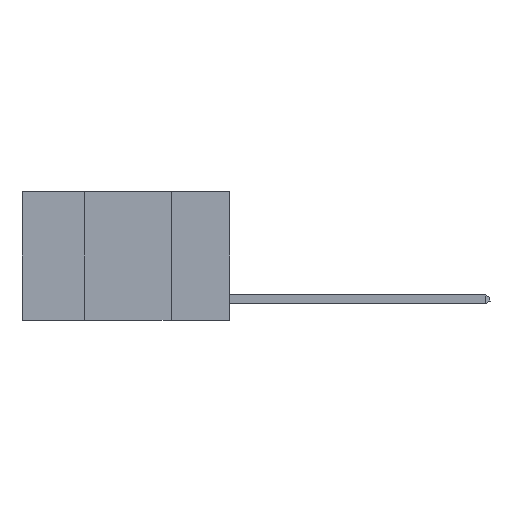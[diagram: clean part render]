
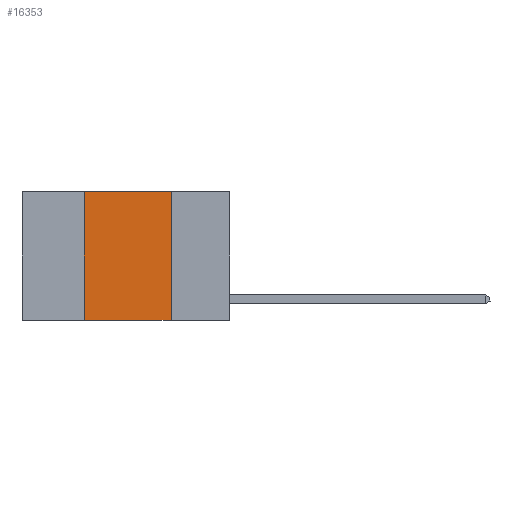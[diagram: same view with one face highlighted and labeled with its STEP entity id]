
A CAD part, left-side view. The second image highlights one B-rep face of the part: STEP entity #16353.
In plain terms, the highlighted planar face has unit normal (-1, 0, 0).
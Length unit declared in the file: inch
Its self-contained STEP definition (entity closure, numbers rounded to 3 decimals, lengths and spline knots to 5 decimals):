
#1334 = EDGE_CURVE ( 'NONE', #8240, #11815, #21020, .T. ) ;
#3412 = EDGE_CURVE ( 'NONE', #8240, #8770, #7038, .T. ) ;
#5677 = DIRECTION ( 'NONE',  ( 0., -1., 0. ) ) ;
#6461 = ORIENTED_EDGE ( 'NONE', *, *, #1334, .F. ) ;
#7038 = LINE ( 'NONE', #9108, #26058 ) ;
#7594 = LINE ( 'NONE', #18345, #8292 ) ;
#8240 = VERTEX_POINT ( 'NONE', #15205 ) ;
#8280 = CARTESIAN_POINT ( 'NONE',  ( 0., 0.42, 0. ) ) ;
#8292 = VECTOR ( 'NONE', #5677, 39.37008 ) ;
#8770 = VERTEX_POINT ( 'NONE', #15274 ) ;
#9108 = CARTESIAN_POINT ( 'NONE',  ( 0., 0.6, -0.37 ) ) ;
#10906 = DIRECTION ( 'NONE',  ( 0., 0., -1. ) ) ;
#11403 = DIRECTION ( 'NONE',  ( 1., 0., 0. ) ) ;
#11815 = VERTEX_POINT ( 'NONE', #8280 ) ;
#11861 = EDGE_CURVE ( 'NONE', #18628, #8770, #20667, .T. ) ;
#12395 = CARTESIAN_POINT ( 'NONE',  ( 0., 0.17, 0. ) ) ;
#12673 = FACE_OUTER_BOUND ( 'NONE', #13140, .T. ) ;
#13140 = EDGE_LOOP ( 'NONE', ( #24268, #25647, #6461, #27123 ) ) ;
#13538 = CARTESIAN_POINT ( 'NONE',  ( 0., 0.6, 0. ) ) ;
#14774 = VECTOR ( 'NONE', #26322, 39.37008 ) ;
#15205 = CARTESIAN_POINT ( 'NONE',  ( 0., 0.42, -0.37 ) ) ;
#15274 = CARTESIAN_POINT ( 'NONE',  ( 0., 0.17, -0.37 ) ) ;
#15493 = CARTESIAN_POINT ( 'NONE',  ( 0., 0.42, 0. ) ) ;
#15848 = AXIS2_PLACEMENT_3D ( 'NONE', #13538, #11403, #17960 ) ;
#16353 = ADVANCED_FACE ( 'NONE', ( #12673 ), #18160, .F. ) ;
#17960 = DIRECTION ( 'NONE',  ( 0., 0., -1. ) ) ;
#18160 = PLANE ( 'NONE',  #15848 ) ;
#18345 = CARTESIAN_POINT ( 'NONE',  ( 0., 0.6, 0. ) ) ;
#18628 = VERTEX_POINT ( 'NONE', #12395 ) ;
#20667 = LINE ( 'NONE', #26250, #22068 ) ;
#21020 = LINE ( 'NONE', #15493, #14774 ) ;
#22068 = VECTOR ( 'NONE', #10906, 39.37008 ) ;
#23579 = EDGE_CURVE ( 'NONE', #11815, #18628, #7594, .T. ) ;
#24268 = ORIENTED_EDGE ( 'NONE', *, *, #11861, .F. ) ;
#24554 = DIRECTION ( 'NONE',  ( 0., -1., 0. ) ) ;
#25647 = ORIENTED_EDGE ( 'NONE', *, *, #23579, .F. ) ;
#26058 = VECTOR ( 'NONE', #24554, 39.37008 ) ;
#26250 = CARTESIAN_POINT ( 'NONE',  ( 0., 0.17, 0. ) ) ;
#26322 = DIRECTION ( 'NONE',  ( 0., 0., 1. ) ) ;
#27123 = ORIENTED_EDGE ( 'NONE', *, *, #3412, .T. ) ;
